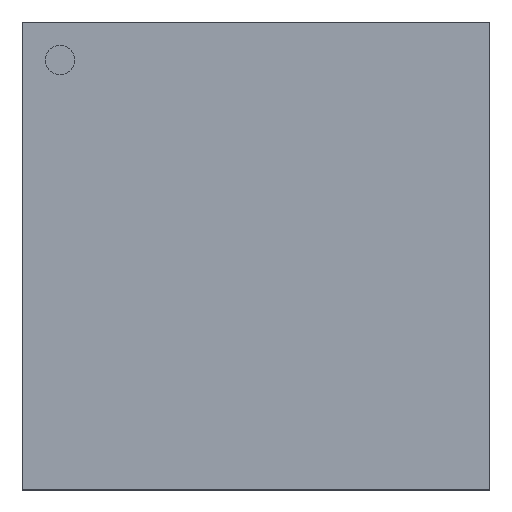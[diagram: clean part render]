
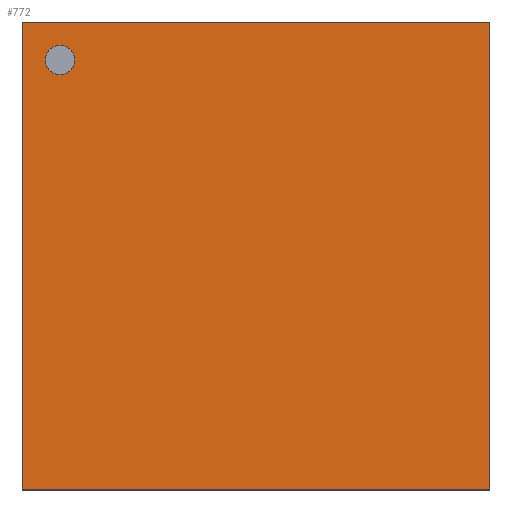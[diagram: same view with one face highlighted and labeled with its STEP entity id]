
A CAD part, top view. The second image highlights one B-rep face of the part: STEP entity #772.
In plain terms, the highlighted planar face has unit normal (0, 0, 1).
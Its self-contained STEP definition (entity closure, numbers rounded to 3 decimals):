
#19=FACE_BOUND('',#278,.T.);
#71=CIRCLE('',#896,0.25);
#200=FACE_OUTER_BOUND('',#277,.T.);
#277=EDGE_LOOP('',(#628,#629,#630,#631));
#278=EDGE_LOOP('',(#632));
#314=LINE('',#1332,#359);
#317=LINE('',#1338,#362);
#320=LINE('',#1344,#365);
#323=LINE('',#1348,#368);
#359=VECTOR('',#1121,1.);
#362=VECTOR('',#1126,1.);
#365=VECTOR('',#1131,1.);
#368=VECTOR('',#1136,1.);
#418=VERTEX_POINT('',#1320);
#422=VERTEX_POINT('',#1329);
#423=VERTEX_POINT('',#1331);
#425=VERTEX_POINT('',#1337);
#427=VERTEX_POINT('',#1343);
#484=EDGE_CURVE('',#418,#418,#71,.T.);
#488=EDGE_CURVE('',#423,#422,#314,.T.);
#491=EDGE_CURVE('',#425,#423,#317,.T.);
#494=EDGE_CURVE('',#427,#425,#320,.T.);
#497=EDGE_CURVE('',#422,#427,#323,.T.);
#628=ORIENTED_EDGE('',*,*,#497,.T.);
#629=ORIENTED_EDGE('',*,*,#494,.T.);
#630=ORIENTED_EDGE('',*,*,#491,.T.);
#631=ORIENTED_EDGE('',*,*,#488,.T.);
#632=ORIENTED_EDGE('',*,*,#484,.T.);
#697=PLANE('',#904);
#772=ADVANCED_FACE('',(#200,#19),#697,.T.);
#896=AXIS2_PLACEMENT_3D('',#1321,#1111,#1112);
#904=AXIS2_PLACEMENT_3D('',#1350,#1139,#1140);
#1111=DIRECTION('center_axis',(0.,0.,-1.));
#1112=DIRECTION('ref_axis',(-1.,0.,0.));
#1121=DIRECTION('',(0.,1.,0.));
#1126=DIRECTION('',(1.,0.,0.));
#1131=DIRECTION('',(0.,-1.,0.));
#1136=DIRECTION('',(-1.,0.,0.));
#1139=DIRECTION('center_axis',(0.,0.,1.));
#1140=DIRECTION('ref_axis',(1.,0.,0.));
#1320=CARTESIAN_POINT('',(-3.1,3.35,1.2));
#1321=CARTESIAN_POINT('Origin',(-3.35,3.35,1.2));
#1329=CARTESIAN_POINT('',(4.,4.,1.2));
#1331=CARTESIAN_POINT('',(4.,-4.,1.2));
#1332=CARTESIAN_POINT('',(4.,4.,1.2));
#1337=CARTESIAN_POINT('',(-4.,-4.,1.2));
#1338=CARTESIAN_POINT('',(4.,-4.,1.2));
#1343=CARTESIAN_POINT('',(-4.,4.,1.2));
#1344=CARTESIAN_POINT('',(-4.,-4.,1.2));
#1348=CARTESIAN_POINT('',(-4.,4.,1.2));
#1350=CARTESIAN_POINT('Origin',(0.,0.,1.2));
